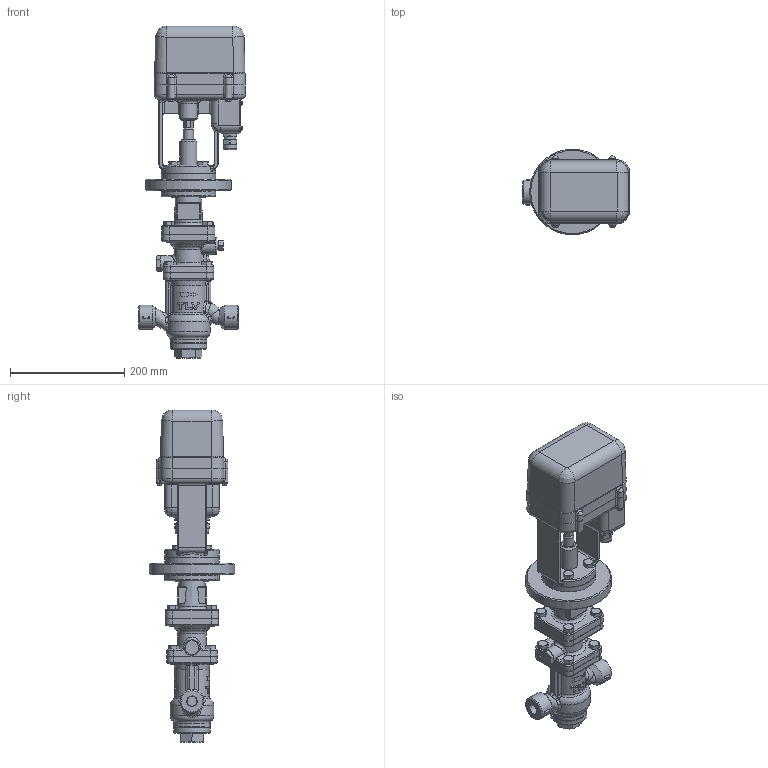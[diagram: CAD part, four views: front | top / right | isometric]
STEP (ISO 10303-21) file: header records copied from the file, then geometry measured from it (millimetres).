
FILE_DESCRIPTION((''),'2;1');
FILE_NAME('ccr16-015-screw-00.stp','2010-06-24T10:57:11',('nakaot'),(''),'Autodesk Inventor 2008','Autodesk Inventor 2008','');
FILE_SCHEMA(('AUTOMOTIVE_DESIGN { 1 0 10303 214 1 1 1 1 }'));
Length unit declared in the file: millimetre
Products named in the file (1): ccr16-015-screw-00
Bounding box: 187.5 x 150 x 582 mm (x, y, z)
Volume: 4408224.4 mm3; surface area: 387737.9 mm2
Topology: 1 solids, 3 shells, 1232 faces, 2911 edges, 1736 vertices
Faces by surface type: plane 466, cylinder 276, bspline 268, cone 144, torus 58, sphere 20
Full cylindrical faces by diameter (mm): 2.459 x4, 4.6 x4, 5.3 x4, 7 x4, 10 x24, 18 x1, 20 x2, 23 x1, 24 x2, 27 x1, 30 x2, 32 x1, 42 x2, 45 x1, 50 x1, 64 x2, 67.531 x1, 67.717 x1, 95 x3, 150 x1
Entity records: 63837 total; most frequent: CARTESIAN_POINT 38225, ORIENTED_EDGE 5426, DIRECTION 4953, EDGE_CURVE 2713, AXIS2_PLACEMENT_3D 1969, VERTEX_POINT 1699, EDGE_LOOP 1480, FACE_OUTER_BOUND 1232
